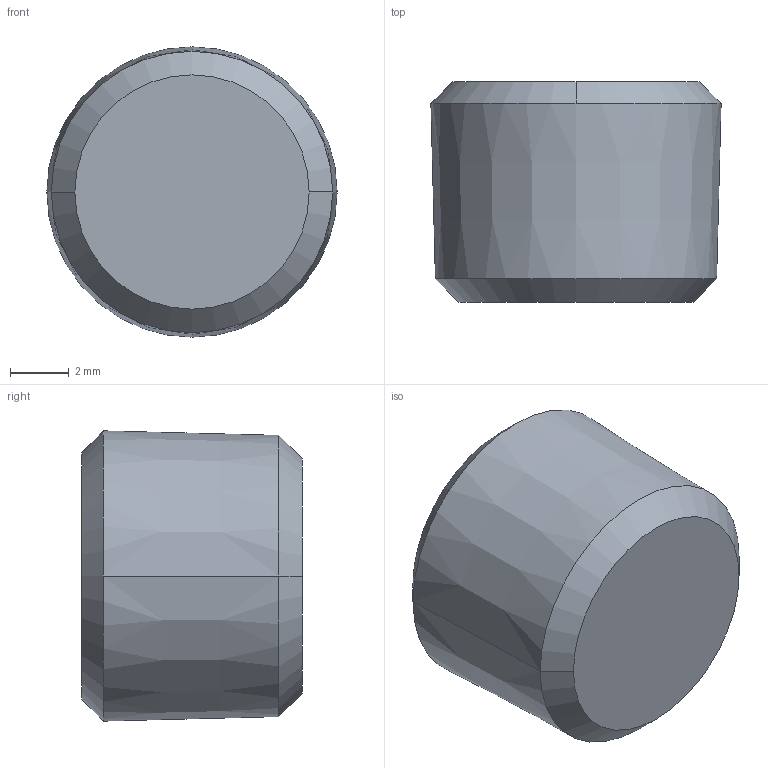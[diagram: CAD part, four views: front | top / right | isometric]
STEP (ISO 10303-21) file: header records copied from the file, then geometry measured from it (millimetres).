
FILE_DESCRIPTION (( 'STEP AP203' ), '1' );
FILE_NAME ('05330001.STEP', '2010-09-15T08:01:19', ( 'Flavio' ), ( '' ), 'SwSTEP 2.0', 'SolidWorks 2009', '' );
FILE_SCHEMA (( 'CONFIG_CONTROL_DESIGN' ));
Length unit declared in the file: millimetre
Products named in the file (1): 05330001
Bounding box: 9.87 x 7.5 x 9.87 mm (x, y, z)
Volume: 415.3 mm3; surface area: 438.6 mm2
Topology: 1 solids, 1 shells, 26 faces, 60 edges, 35 vertices
Faces by surface type: plane 14, cone 10, cylinder 2
Entity records: 839 total; most frequent: CARTESIAN_POINT 184, DIRECTION 124, ORIENTED_EDGE 116, EDGE_CURVE 58, AXIS2_PLACEMENT_3D 47, VERTEX_POINT 35, VECTOR 30, LINE 30
